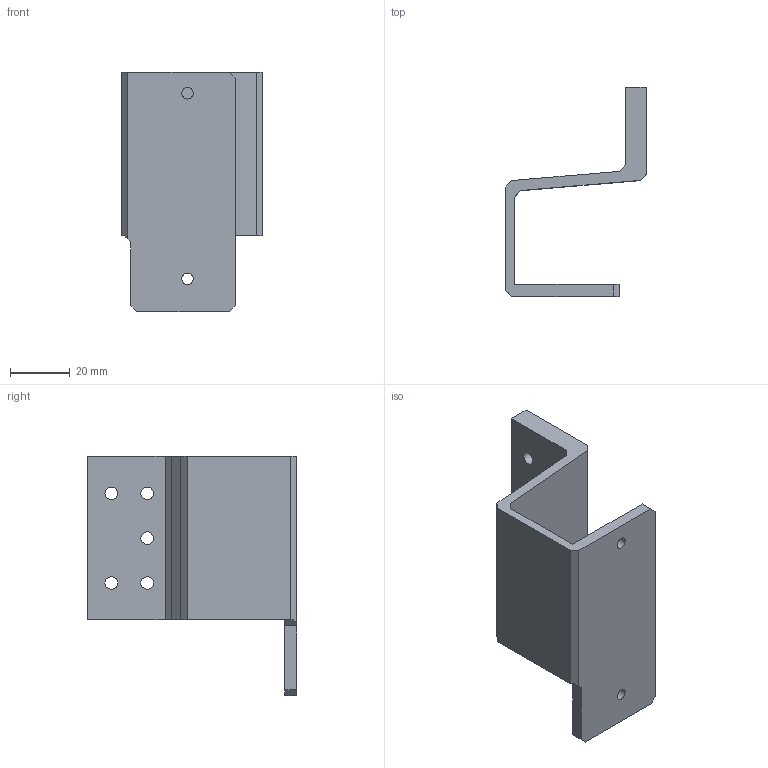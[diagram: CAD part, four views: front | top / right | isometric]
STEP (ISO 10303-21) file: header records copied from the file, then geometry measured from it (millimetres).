
FILE_DESCRIPTION(/* description */ (''),/* implementation_level */ '2;1');
FILE_NAME(/* name */ '',/* time_stamp */ '2025-09-04T05:45:18+08:00',/* author */ ('Piw'),/* organization */ (''),/* preprocessor_version */ 'ST-DEVELOPER v20',/* originating_system */ 'Autodesk Inventor 2025',/* authorisation */ '');
FILE_SCHEMA (('AUTOMOTIVE_DESIGN { 1 0 10303 214 3 1 1 }'));
Length unit declared in the file: millimetre
Products named in the file (1): 电气支架_2
Bounding box: 47 x 70 x 80 mm (x, y, z)
Volume: 36115.3 mm3; surface area: 19492.1 mm2
Topology: 1 solids, 1 shells, 30 faces, 84 edges, 56 vertices
Faces by surface type: plane 23, cylinder 7
Full cylindrical faces by diameter (mm): 3.8 x2, 4.2 x5
Entity records: 1033 total; most frequent: CARTESIAN_POINT 171, ORIENTED_EDGE 168, DIRECTION 160, EDGE_CURVE 84, LINE 70, VECTOR 70, VERTEX_POINT 56, AXIS2_PLACEMENT_3D 45
